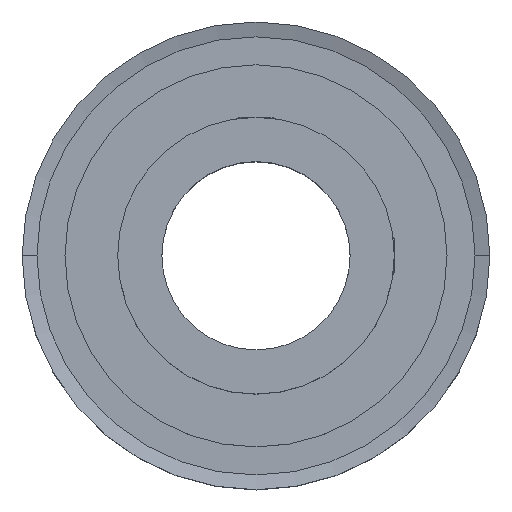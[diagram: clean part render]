
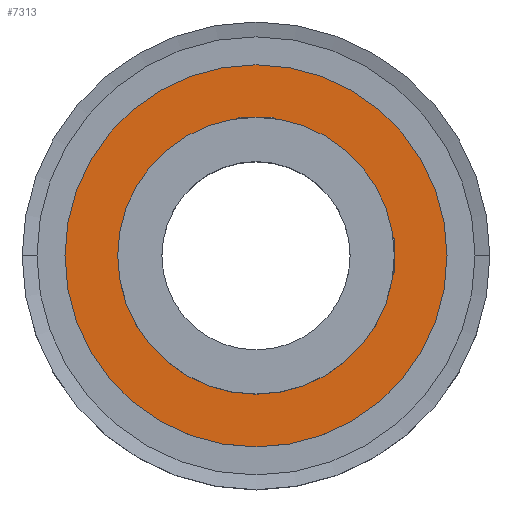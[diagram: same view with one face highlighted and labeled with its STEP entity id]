
A CAD part, top view. The second image highlights one B-rep face of the part: STEP entity #7313.
In plain terms, the highlighted planar face has unit normal (0, 0, 1).
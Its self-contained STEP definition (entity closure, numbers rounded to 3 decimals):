
#348 = EDGE_CURVE ( 'NONE', #5068, #1274, #2165, .T. ) ;
#377 = EDGE_CURVE ( 'NONE', #4592, #5778, #9490, .T. ) ;
#477 = FACE_BOUND ( 'NONE', #6512, .T. ) ;
#625 = PLANE ( 'NONE',  #5082 ) ;
#786 = DIRECTION ( 'NONE',  ( 1., 0., 0. ) ) ;
#1038 = DIRECTION ( 'NONE',  ( 1., 0., 0. ) ) ;
#1274 = VERTEX_POINT ( 'NONE', #8635 ) ;
#1480 = DIRECTION ( 'NONE',  ( 1., 0., 0. ) ) ;
#1556 = CARTESIAN_POINT ( 'NONE',  ( -29., 0., 22. ) ) ;
#2165 = CIRCLE ( 'NONE', #8868, 29. ) ;
#2222 = CARTESIAN_POINT ( 'NONE',  ( 21., 0., 22. ) ) ;
#2257 = DIRECTION ( 'NONE',  ( 1., 0., 0. ) ) ;
#2276 = DIRECTION ( 'NONE',  ( 1., 0., 0. ) ) ;
#2312 = ORIENTED_EDGE ( 'NONE', *, *, #4088, .T. ) ;
#3110 = ORIENTED_EDGE ( 'NONE', *, *, #348, .T. ) ;
#3254 = ORIENTED_EDGE ( 'NONE', *, *, #377, .F. ) ;
#3255 = AXIS2_PLACEMENT_3D ( 'NONE', #4808, #9431, #1038 ) ;
#4088 = EDGE_CURVE ( 'NONE', #1274, #5068, #4699, .T. ) ;
#4214 = EDGE_CURVE ( 'NONE', #5778, #4592, #7409, .T. ) ;
#4320 = EDGE_LOOP ( 'NONE', ( #2312, #3110 ) ) ;
#4592 = VERTEX_POINT ( 'NONE', #7928 ) ;
#4699 = CIRCLE ( 'NONE', #7721, 29. ) ;
#4808 = CARTESIAN_POINT ( 'NONE',  ( 0., 0., 22. ) ) ;
#5068 = VERTEX_POINT ( 'NONE', #1556 ) ;
#5082 = AXIS2_PLACEMENT_3D ( 'NONE', #9703, #6761, #2276 ) ;
#5778 = VERTEX_POINT ( 'NONE', #2222 ) ;
#6036 = CARTESIAN_POINT ( 'NONE',  ( 0., 0., 22. ) ) ;
#6468 = AXIS2_PLACEMENT_3D ( 'NONE', #6036, #9085, #1480 ) ;
#6512 = EDGE_LOOP ( 'NONE', ( #3254, #8262 ) ) ;
#6761 = DIRECTION ( 'NONE',  ( 0., 0., 1. ) ) ;
#6887 = DIRECTION ( 'NONE',  ( 0., 0., 1. ) ) ;
#7313 = ADVANCED_FACE ( 'NONE', ( #477, #7372 ), #625, .T. ) ;
#7372 = FACE_OUTER_BOUND ( 'NONE', #4320, .T. ) ;
#7409 = CIRCLE ( 'NONE', #3255, 21. ) ;
#7430 = CARTESIAN_POINT ( 'NONE',  ( 0., 0., 22. ) ) ;
#7534 = CARTESIAN_POINT ( 'NONE',  ( 0., 0., 22. ) ) ;
#7721 = AXIS2_PLACEMENT_3D ( 'NONE', #7534, #9097, #2257 ) ;
#7928 = CARTESIAN_POINT ( 'NONE',  ( -21., 0., 22. ) ) ;
#8262 = ORIENTED_EDGE ( 'NONE', *, *, #4214, .F. ) ;
#8635 = CARTESIAN_POINT ( 'NONE',  ( 29., 0., 22. ) ) ;
#8868 = AXIS2_PLACEMENT_3D ( 'NONE', #7430, #6887, #786 ) ;
#9085 = DIRECTION ( 'NONE',  ( 0., 0., 1. ) ) ;
#9097 = DIRECTION ( 'NONE',  ( 0., 0., 1. ) ) ;
#9431 = DIRECTION ( 'NONE',  ( 0., 0., 1. ) ) ;
#9490 = CIRCLE ( 'NONE', #6468, 21. ) ;
#9703 = CARTESIAN_POINT ( 'NONE',  ( -1.057, 16.241, 22. ) ) ;
